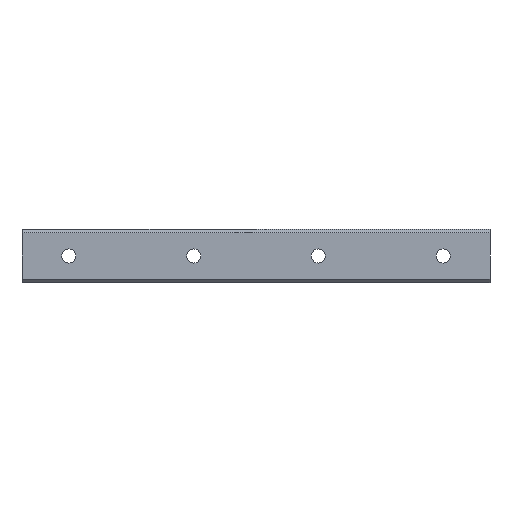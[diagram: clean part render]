
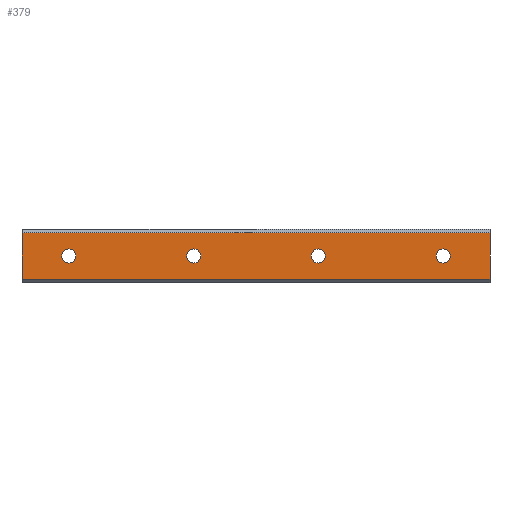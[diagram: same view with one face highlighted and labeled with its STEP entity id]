
A CAD part, front view. The second image highlights one B-rep face of the part: STEP entity #379.
In plain terms, the highlighted planar face has unit normal (0, -1, 0).
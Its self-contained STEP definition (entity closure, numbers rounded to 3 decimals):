
#14 = CARTESIAN_POINT ( 'NONE',  ( 160., 0., 4.5 ) ) ;
#28 = AXIS2_PLACEMENT_3D ( 'NONE', #941, #493, #616 ) ;
#46 = EDGE_CURVE ( 'NONE', #1394, #686, #1147, .T. ) ;
#57 = CARTESIAN_POINT ( 'NONE',  ( 0., 0., -4.5 ) ) ;
#112 = EDGE_CURVE ( 'NONE', #686, #178, #836, .T. ) ;
#148 = CIRCLE ( 'NONE', #1347, 4.5 ) ;
#169 = DIRECTION ( 'NONE',  ( 0., -1., 0. ) ) ;
#173 = CARTESIAN_POINT ( 'NONE',  ( 270., 0., -14.95 ) ) ;
#174 = ORIENTED_EDGE ( 'NONE', *, *, #772, .F. ) ;
#178 = VERTEX_POINT ( 'NONE', #711 ) ;
#188 = VERTEX_POINT ( 'NONE', #932 ) ;
#190 = CIRCLE ( 'NONE', #1060, 4.5 ) ;
#206 = LINE ( 'NONE', #535, #1045 ) ;
#230 = CARTESIAN_POINT ( 'NONE',  ( 0., 0., 0. ) ) ;
#239 = CARTESIAN_POINT ( 'NONE',  ( -30., 0., 14.95 ) ) ;
#255 = DIRECTION ( 'NONE',  ( 0., 0., 1. ) ) ;
#273 = ORIENTED_EDGE ( 'NONE', *, *, #1248, .F. ) ;
#280 = EDGE_LOOP ( 'NONE', ( #469, #442 ) ) ;
#288 = FACE_BOUND ( 'NONE', #1499, .T. ) ;
#297 = CARTESIAN_POINT ( 'NONE',  ( 240., 0., 0. ) ) ;
#317 = CARTESIAN_POINT ( 'NONE',  ( 240., 0., -4.5 ) ) ;
#320 = PLANE ( 'NONE',  #1456 ) ;
#326 = CARTESIAN_POINT ( 'NONE',  ( 160., 0., 0. ) ) ;
#370 = ORIENTED_EDGE ( 'NONE', *, *, #444, .F. ) ;
#379 = ADVANCED_FACE ( 'NONE', ( #499, #983, #1448, #288, #646 ), #320, .F. ) ;
#421 = DIRECTION ( 'NONE',  ( 0., -1., 0. ) ) ;
#426 = VERTEX_POINT ( 'NONE', #57 ) ;
#428 = ORIENTED_EDGE ( 'NONE', *, *, #1391, .F. ) ;
#433 = DIRECTION ( 'NONE',  ( 0., 0., 1. ) ) ;
#439 = CARTESIAN_POINT ( 'NONE',  ( 80., 0., 0. ) ) ;
#442 = ORIENTED_EDGE ( 'NONE', *, *, #632, .F. ) ;
#444 = EDGE_CURVE ( 'NONE', #1318, #1394, #206, .T. ) ;
#463 = AXIS2_PLACEMENT_3D ( 'NONE', #439, #1044, #1133 ) ;
#469 = ORIENTED_EDGE ( 'NONE', *, *, #747, .F. ) ;
#483 = LINE ( 'NONE', #965, #1249 ) ;
#493 = DIRECTION ( 'NONE',  ( 0., -1., 0. ) ) ;
#499 = FACE_OUTER_BOUND ( 'NONE', #1111, .T. ) ;
#535 = CARTESIAN_POINT ( 'NONE',  ( 270., 0., -14.95 ) ) ;
#540 = DIRECTION ( 'NONE',  ( 0., 0., 1. ) ) ;
#565 = DIRECTION ( 'NONE',  ( 0., 0., 1. ) ) ;
#569 = EDGE_LOOP ( 'NONE', ( #174, #273 ) ) ;
#570 = CARTESIAN_POINT ( 'NONE',  ( 240., 0., 0. ) ) ;
#599 = DIRECTION ( 'NONE',  ( 0., -1., 0. ) ) ;
#613 = ORIENTED_EDGE ( 'NONE', *, *, #664, .F. ) ;
#616 = DIRECTION ( 'NONE',  ( 0., 0., 1. ) ) ;
#632 = EDGE_CURVE ( 'NONE', #426, #1048, #1214, .T. ) ;
#640 = DIRECTION ( 'NONE',  ( 0., 0., 1. ) ) ;
#646 = FACE_BOUND ( 'NONE', #1037, .T. ) ;
#650 = VERTEX_POINT ( 'NONE', #14 ) ;
#662 = EDGE_CURVE ( 'NONE', #178, #1318, #483, .T. ) ;
#664 = EDGE_CURVE ( 'NONE', #188, #1023, #1425, .T. ) ;
#686 = VERTEX_POINT ( 'NONE', #239 ) ;
#711 = CARTESIAN_POINT ( 'NONE',  ( 270., 0., 14.95 ) ) ;
#734 = DIRECTION ( 'NONE',  ( 0., 0., -1. ) ) ;
#737 = EDGE_CURVE ( 'NONE', #1360, #650, #148, .T. ) ;
#747 = EDGE_CURVE ( 'NONE', #1048, #426, #786, .T. ) ;
#761 = AXIS2_PLACEMENT_3D ( 'NONE', #570, #599, #1040 ) ;
#772 = EDGE_CURVE ( 'NONE', #1264, #1069, #1083, .T. ) ;
#782 = CARTESIAN_POINT ( 'NONE',  ( -30., 0., 14.95 ) ) ;
#786 = CIRCLE ( 'NONE', #1400, 4.5 ) ;
#816 = AXIS2_PLACEMENT_3D ( 'NONE', #851, #1320, #255 ) ;
#828 = DIRECTION ( 'NONE',  ( 1., 0., 0. ) ) ;
#836 = LINE ( 'NONE', #1306, #876 ) ;
#843 = AXIS2_PLACEMENT_3D ( 'NONE', #297, #421, #540 ) ;
#851 = CARTESIAN_POINT ( 'NONE',  ( 80., 0., 0. ) ) ;
#876 = VECTOR ( 'NONE', #828, 1000. ) ;
#904 = ORIENTED_EDGE ( 'NONE', *, *, #112, .F. ) ;
#914 = CARTESIAN_POINT ( 'NONE',  ( 0., 0., 4.5 ) ) ;
#932 = CARTESIAN_POINT ( 'NONE',  ( 80., 0., -4.5 ) ) ;
#941 = CARTESIAN_POINT ( 'NONE',  ( 0., 0., 0. ) ) ;
#948 = EDGE_CURVE ( 'NONE', #650, #1360, #190, .T. ) ;
#965 = CARTESIAN_POINT ( 'NONE',  ( 270., 0., 14.95 ) ) ;
#983 = FACE_BOUND ( 'NONE', #280, .T. ) ;
#1023 = VERTEX_POINT ( 'NONE', #1038 ) ;
#1033 = DIRECTION ( 'NONE',  ( 0., -1., 0. ) ) ;
#1037 = EDGE_LOOP ( 'NONE', ( #428, #613 ) ) ;
#1038 = CARTESIAN_POINT ( 'NONE',  ( 80., 0., 4.5 ) ) ;
#1040 = DIRECTION ( 'NONE',  ( 0., 0., 1. ) ) ;
#1044 = DIRECTION ( 'NONE',  ( 0., -1., 0. ) ) ;
#1045 = VECTOR ( 'NONE', #1372, 1000. ) ;
#1048 = VERTEX_POINT ( 'NONE', #914 ) ;
#1060 = AXIS2_PLACEMENT_3D ( 'NONE', #1346, #169, #640 ) ;
#1069 = VERTEX_POINT ( 'NONE', #317 ) ;
#1083 = CIRCLE ( 'NONE', #761, 4.5 ) ;
#1111 = EDGE_LOOP ( 'NONE', ( #370, #1290, #904, #1421 ) ) ;
#1116 = CARTESIAN_POINT ( 'NONE',  ( 270., 0., 14.95 ) ) ;
#1117 = VECTOR ( 'NONE', #565, 1000. ) ;
#1123 = DIRECTION ( 'NONE',  ( 0., 1., 0. ) ) ;
#1133 = DIRECTION ( 'NONE',  ( 0., 0., 1. ) ) ;
#1140 = CARTESIAN_POINT ( 'NONE',  ( 160., 0., -4.5 ) ) ;
#1147 = LINE ( 'NONE', #782, #1117 ) ;
#1168 = CARTESIAN_POINT ( 'NONE',  ( -30., 0., -14.95 ) ) ;
#1183 = CIRCLE ( 'NONE', #463, 4.5 ) ;
#1214 = CIRCLE ( 'NONE', #28, 4.5 ) ;
#1248 = EDGE_CURVE ( 'NONE', #1069, #1264, #1495, .T. ) ;
#1249 = VECTOR ( 'NONE', #734, 1000. ) ;
#1252 = ORIENTED_EDGE ( 'NONE', *, *, #948, .F. ) ;
#1264 = VERTEX_POINT ( 'NONE', #1454 ) ;
#1290 = ORIENTED_EDGE ( 'NONE', *, *, #662, .F. ) ;
#1306 = CARTESIAN_POINT ( 'NONE',  ( 270., 0., 14.95 ) ) ;
#1318 = VERTEX_POINT ( 'NONE', #173 ) ;
#1320 = DIRECTION ( 'NONE',  ( 0., -1., 0. ) ) ;
#1346 = CARTESIAN_POINT ( 'NONE',  ( 160., 0., 0. ) ) ;
#1347 = AXIS2_PLACEMENT_3D ( 'NONE', #326, #1519, #433 ) ;
#1360 = VERTEX_POINT ( 'NONE', #1140 ) ;
#1368 = ORIENTED_EDGE ( 'NONE', *, *, #737, .F. ) ;
#1372 = DIRECTION ( 'NONE',  ( -1., 0., 0. ) ) ;
#1391 = EDGE_CURVE ( 'NONE', #1023, #188, #1183, .T. ) ;
#1394 = VERTEX_POINT ( 'NONE', #1168 ) ;
#1400 = AXIS2_PLACEMENT_3D ( 'NONE', #230, #1033, #1502 ) ;
#1421 = ORIENTED_EDGE ( 'NONE', *, *, #46, .F. ) ;
#1425 = CIRCLE ( 'NONE', #816, 4.5 ) ;
#1448 = FACE_BOUND ( 'NONE', #569, .T. ) ;
#1454 = CARTESIAN_POINT ( 'NONE',  ( 240., 0., 4.5 ) ) ;
#1456 = AXIS2_PLACEMENT_3D ( 'NONE', #1116, #1123, #1474 ) ;
#1474 = DIRECTION ( 'NONE',  ( 0., 0., 1. ) ) ;
#1495 = CIRCLE ( 'NONE', #843, 4.5 ) ;
#1499 = EDGE_LOOP ( 'NONE', ( #1252, #1368 ) ) ;
#1502 = DIRECTION ( 'NONE',  ( 0., 0., 1. ) ) ;
#1519 = DIRECTION ( 'NONE',  ( 0., -1., 0. ) ) ;
